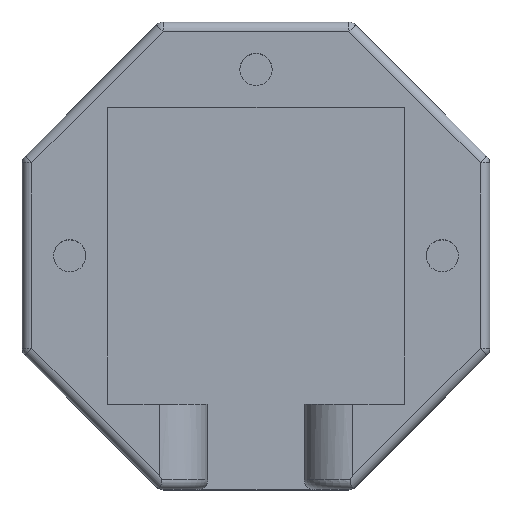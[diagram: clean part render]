
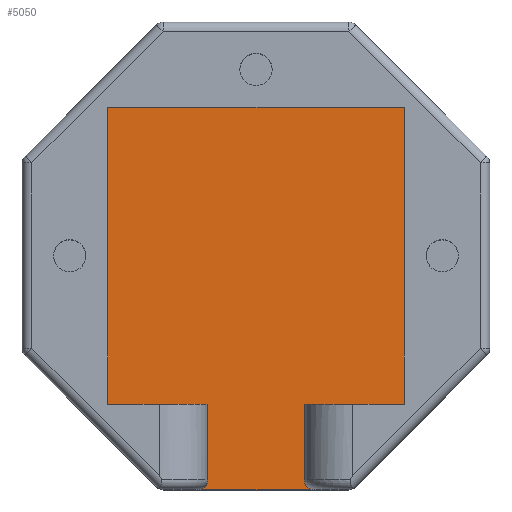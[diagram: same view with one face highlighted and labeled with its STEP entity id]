
A CAD part, top view. The second image highlights one B-rep face of the part: STEP entity #5050.
In plain terms, the highlighted planar face has unit normal (0, 0, 1).
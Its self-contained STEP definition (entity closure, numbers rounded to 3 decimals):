
#4200=CARTESIAN_POINT('',(0.,0.,3.));
#4210=DIRECTION('',(0.,0.,1.));
#4220=DIRECTION('',(1.,0.,0.));
#4230=AXIS2_PLACEMENT_3D('',#4200,#4210,#4220);
#4240=PLANE('',#4230);
#4250=CARTESIAN_POINT('',(4.,0.,3.));
#4260=DIRECTION('',(-0.,1.,0.));
#4270=VECTOR('',#4260,1.);
#4280=LINE('',#4250,#4270);
#4290=CARTESIAN_POINT('',(4.,4.,3.));
#4300=VERTEX_POINT('',#4290);
#4310=CARTESIAN_POINT('',(4.,96.,3.));
#4320=VERTEX_POINT('',#4310);
#4330=EDGE_CURVE('',#4300,#4320,#4280,.T.);
#4340=ORIENTED_EDGE('',*,*,#4330,.F.);
#4350=CARTESIAN_POINT('',(0.,96.,3.));
#4360=DIRECTION('',(1.,0.,0.));
#4370=VECTOR('',#4360,1.);
#4380=LINE('',#4350,#4370);
#4390=CARTESIAN_POINT('',(96.,96.,3.));
#4400=VERTEX_POINT('',#4390);
#4410=EDGE_CURVE('',#4320,#4400,#4380,.T.);
#4420=ORIENTED_EDGE('',*,*,#4410,.F.);
#4430=CARTESIAN_POINT('',(96.,0.,3.));
#4440=DIRECTION('',(-0.,-1.,0.));
#4450=VECTOR('',#4440,1.);
#4460=LINE('',#4430,#4450);
#4470=CARTESIAN_POINT('',(96.,4.,3.));
#4480=VERTEX_POINT('',#4470);
#4490=EDGE_CURVE('',#4400,#4480,#4460,.T.);
#4500=ORIENTED_EDGE('',*,*,#4490,.F.);
#4510=CARTESIAN_POINT('',(0.,4.,3.));
#4520=DIRECTION('',(-1.,0.,0.));
#4530=VECTOR('',#4520,1.);
#4540=LINE('',#4510,#4530);
#4550=CARTESIAN_POINT('',(65.,4.,3.));
#4560=VERTEX_POINT('',#4550);
#4570=EDGE_CURVE('',#4480,#4560,#4540,.T.);
#4580=ORIENTED_EDGE('',*,*,#4570,.F.);
#4590=CARTESIAN_POINT('',(65.,0.,3.));
#4600=DIRECTION('',(-0.,1.,0.));
#4610=VECTOR('',#4600,1.);
#4620=LINE('',#4590,#4610);
#4630=CARTESIAN_POINT('',(65.,-19.426,3.));
#4640=VERTEX_POINT('',#4630);
#4650=EDGE_CURVE('',#4640,#4560,#4620,.T.);
#4660=ORIENTED_EDGE('',*,*,#4650,.T.);
#4670=CARTESIAN_POINT('',(68.,-19.426,3.));
#4680=DIRECTION('',(0.,0.,-1.));
#4690=DIRECTION('',(-1.,0.,0.));
#4700=AXIS2_PLACEMENT_3D('',#4670,#4680,#4690);
#4710=CIRCLE('',#4700,3.);
#4720=CARTESIAN_POINT('',(68.,-22.426,3.));
#4730=VERTEX_POINT('',#4720);
#4740=EDGE_CURVE('',#4730,#4640,#4710,.T.);
#4750=ORIENTED_EDGE('',*,*,#4740,.T.);
#4760=CARTESIAN_POINT('',(0.,-22.426,3.));
#4770=DIRECTION('',(1.,0.,0.));
#4780=VECTOR('',#4770,1.);
#4790=LINE('',#4760,#4780);
#4800=CARTESIAN_POINT('',(32.,-22.426,3.));
#4810=VERTEX_POINT('',#4800);
#4820=EDGE_CURVE('',#4810,#4730,#4790,.T.);
#4830=ORIENTED_EDGE('',*,*,#4820,.T.);
#4840=CARTESIAN_POINT('',(32.,-19.426,3.));
#4850=DIRECTION('',(0.,-0.,1.));
#4860=DIRECTION('',(1.,0.,-0.));
#4870=AXIS2_PLACEMENT_3D('',#4840,#4850,#4860);
#4880=CIRCLE('',#4870,3.);
#4890=CARTESIAN_POINT('',(35.,-19.426,3.));
#4900=VERTEX_POINT('',#4890);
#4910=EDGE_CURVE('',#4810,#4900,#4880,.T.);
#4920=ORIENTED_EDGE('',*,*,#4910,.F.);
#4930=CARTESIAN_POINT('',(35.,0.,3.));
#4940=DIRECTION('',(-0.,1.,0.));
#4950=VECTOR('',#4940,1.);
#4960=LINE('',#4930,#4950);
#4970=CARTESIAN_POINT('',(35.,4.,3.));
#4980=VERTEX_POINT('',#4970);
#4990=EDGE_CURVE('',#4900,#4980,#4960,.T.);
#5000=ORIENTED_EDGE('',*,*,#4990,.F.);
#5010=EDGE_CURVE('',#4980,#4300,#4540,.T.);
#5020=ORIENTED_EDGE('',*,*,#5010,.F.);
#5030=EDGE_LOOP('',(#5020,#5000,#4920,#4830,#4750,#4660,#4580,#4500,
#4420,#4340));
#5040=FACE_OUTER_BOUND('',#5030,.T.);
#5050=ADVANCED_FACE('',(#5040),#4240,.T.);
